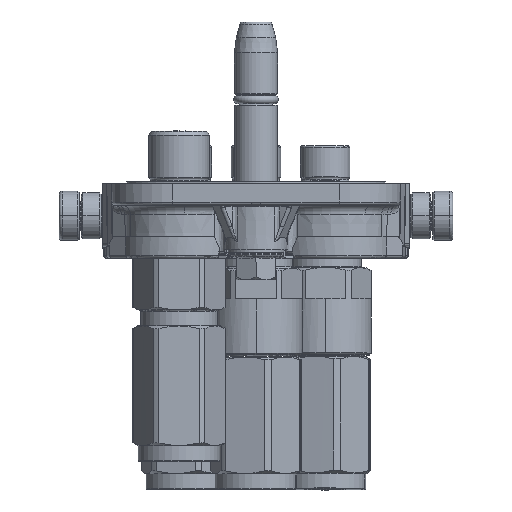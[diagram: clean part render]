
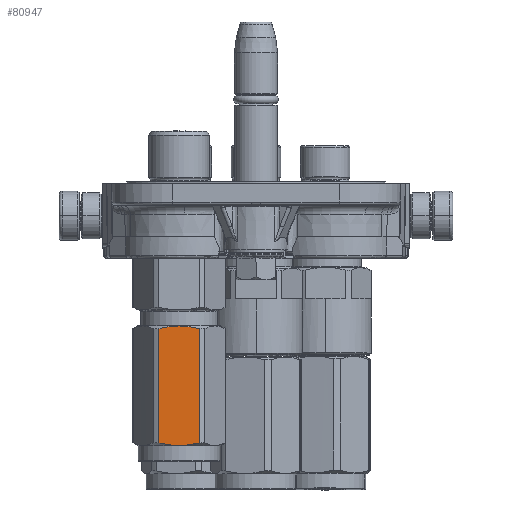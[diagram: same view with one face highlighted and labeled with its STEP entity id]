
A CAD part, left-side view. The second image highlights one B-rep face of the part: STEP entity #80947.
In plain terms, the highlighted face is planar.
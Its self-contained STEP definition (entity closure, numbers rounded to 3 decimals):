
#2413 = CARTESIAN_POINT ( 'NONE',  ( 13.5, -62.49, 6.538 ) ) ;
#6032 = ORIENTED_EDGE ( 'NONE', *, *, #22680, .T. ) ;
#7968 = CARTESIAN_POINT ( 'NONE',  ( 13.5, -24.795, -4.314 ) ) ;
#9750 = CARTESIAN_POINT ( 'NONE',  ( 13.5, -63.356, -1.103 ) ) ;
#10852 = EDGE_CURVE ( 'NONE', #87771, #143099, #123330, .T. ) ;
#13349 = VERTEX_POINT ( 'NONE', #117662 ) ;
#14731 = DIRECTION ( 'NONE',  ( 0., 1., 0. ) ) ;
#17356 = CARTESIAN_POINT ( 'NONE',  ( 13.5, -24.5, -0.013 ) ) ;
#19120 = CARTESIAN_POINT ( 'NONE',  ( 13.5, -63.093, -3.532 ) ) ;
#20097 = CARTESIAN_POINT ( 'NONE',  ( 13.498, -62.767, 5.442 ) ) ;
#22272 = CARTESIAN_POINT ( 'NONE',  ( 13.5, -62.49, -6.538 ) ) ;
#22680 = EDGE_CURVE ( 'NONE', #141480, #77516, #34687, .T. ) ;
#27162 = ORIENTED_EDGE ( 'NONE', *, *, #10852, .F. ) ;
#27906 = CARTESIAN_POINT ( 'NONE',  ( 13.5, -24.5, -0.013 ) ) ;
#30466 = CARTESIAN_POINT ( 'NONE',  ( 13.5, -63.189, 2.81 ) ) ;
#33682 = PLANE ( 'NONE',  #66756 ) ;
#34687 = B_SPLINE_CURVE_WITH_KNOTS ( 'NONE', 3,
 ( #64387, #109275, #121562, #86348 ),
 .UNSPECIFIED., .F., .F.,
 ( 4, 4 ),
 ( 0., 1. ),
 .UNSPECIFIED. ) ;
#35147 = LINE ( 'NONE', #2413, #52767 ) ;
#40429 = CARTESIAN_POINT ( 'NONE',  ( 13.5, -24.506, -2.139 ) ) ;
#41213 = CARTESIAN_POINT ( 'NONE',  ( 13.499, -62.91, -4.641 ) ) ;
#41705 = CARTESIAN_POINT ( 'NONE',  ( 13.5, -63.213, 2.603 ) ) ;
#43144 = CARTESIAN_POINT ( 'NONE',  ( 13.5, -63.159, 3.053 ) ) ;
#48088 = LINE ( 'NONE', #72035, #107498 ) ;
#52518 = CARTESIAN_POINT ( 'NONE',  ( 13.5, -63.026, -3.969 ) ) ;
#52767 = VECTOR ( 'NONE', #14731, 1000. ) ;
#52997 = CARTESIAN_POINT ( 'NONE',  ( 13.5, -63.058, -3.767 ) ) ;
#53122 = B_SPLINE_CURVE_WITH_KNOTS ( 'NONE', 3,
 ( #75118, #7968, #40429, #17356 ),
 .UNSPECIFIED., .F., .F.,
 ( 4, 4 ),
 ( 0., 1. ),
 .UNSPECIFIED. ) ;
#54440 = CARTESIAN_POINT ( 'NONE',  ( 13.499, -62.75, -5.449 ) ) ;
#64212 = CARTESIAN_POINT ( 'NONE',  ( 13.5, -63.136, 3.226 ) ) ;
#64387 = CARTESIAN_POINT ( 'NONE',  ( 13.5, -24.5, 0.013 ) ) ;
#65676 = CARTESIAN_POINT ( 'NONE',  ( 13.5, -62.979, 4.374 ) ) ;
#66756 = AXIS2_PLACEMENT_3D ( 'NONE', #123629, #78142, #89431 ) ;
#72035 = CARTESIAN_POINT ( 'NONE',  ( 13.5, -62.49, -6.538 ) ) ;
#72830 = FACE_OUTER_BOUND ( 'NONE', #109184, .T. ) ;
#75022 = EDGE_CURVE ( 'NONE', #87771, #13349, #48088, .T. ) ;
#75118 = CARTESIAN_POINT ( 'NONE',  ( 13.5, -25.366, -6.538 ) ) ;
#75886 = CARTESIAN_POINT ( 'NONE',  ( 13.5, -62.49, -6.538 ) ) ;
#76369 = CARTESIAN_POINT ( 'NONE',  ( 13.5, -63.255, 2.191 ) ) ;
#76862 = CARTESIAN_POINT ( 'NONE',  ( 13.5, -63.108, -3.431 ) ) ;
#77516 = VERTEX_POINT ( 'NONE', #93591 ) ;
#78142 = DIRECTION ( 'NONE',  ( 1., 0., 0. ) ) ;
#79178 = VECTOR ( 'NONE', #129098, 1000. ) ;
#80947 = ADVANCED_FACE ( 'NONE', ( #72830 ), #33682, .T. ) ;
#83754 = DIRECTION ( 'NONE',  ( 0., 1., 0. ) ) ;
#85202 = EDGE_CURVE ( 'NONE', #143099, #77516, #35147, .T. ) ;
#86177 = CARTESIAN_POINT ( 'NONE',  ( 13.499, -62.628, -5.99 ) ) ;
#86348 = CARTESIAN_POINT ( 'NONE',  ( 13.5, -25.366, 6.538 ) ) ;
#87171 = CARTESIAN_POINT ( 'NONE',  ( 13.5, -63.122, -3.331 ) ) ;
#87771 = VERTEX_POINT ( 'NONE', #22272 ) ;
#88129 = CARTESIAN_POINT ( 'NONE',  ( 13.5, -63.131, 3.262 ) ) ;
#89431 = DIRECTION ( 'NONE',  ( 0., 0., 1. ) ) ;
#93591 = CARTESIAN_POINT ( 'NONE',  ( 13.5, -25.366, 6.538 ) ) ;
#93659 = CARTESIAN_POINT ( 'NONE',  ( 13.5, -24.5, -0.013 ) ) ;
#93758 = EDGE_CURVE ( 'NONE', #13349, #138941, #53122, .T. ) ;
#95222 = CARTESIAN_POINT ( 'NONE',  ( 13.5, -24.5, 0.013 ) ) ;
#97386 = CARTESIAN_POINT ( 'NONE',  ( 13.5, -63.356, 0.551 ) ) ;
#98837 = CARTESIAN_POINT ( 'NONE',  ( 13.499, -63.337, 1.097 ) ) ;
#100060 = LINE ( 'NONE', #27906, #79178 ) ;
#107498 = VECTOR ( 'NONE', #83754, 1000. ) ;
#109184 = EDGE_LOOP ( 'NONE', ( #112473, #133595, #129857, #6032, #128801, #27162 ) ) ;
#109275 = CARTESIAN_POINT ( 'NONE',  ( 13.5, -24.506, 2.139 ) ) ;
#112473 = ORIENTED_EDGE ( 'NONE', *, *, #75022, .T. ) ;
#117662 = CARTESIAN_POINT ( 'NONE',  ( 13.5, -25.366, -6.538 ) ) ;
#121396 = CARTESIAN_POINT ( 'NONE',  ( 13.5, -62.959, -4.372 ) ) ;
#121562 = CARTESIAN_POINT ( 'NONE',  ( 13.5, -24.795, 4.314 ) ) ;
#123330 = B_SPLINE_CURVE_WITH_KNOTS ( 'NONE', 3,
 ( #75886, #86177, #54440, #41213, #121396, #52518, #52997, #19120, #76862, #132615, #87171, #142889, #9750, #97386, #98837, #142408, #76369, #41705, #30466, #43144, #131179, #64212, #88129, #65676, #20097, #143848 ),
 .UNSPECIFIED., .F., .F.,
 ( 4, 2, 2, 1, 1, 2, 2, 2, 2, 2, 1, 1, 2, 2, 4 ),
 ( 0., 0.125, 0.188, 0.219, 0.234, 0.242, 0.25, 0.5, 0.625, 0.687, 0.719, 0.734, 0.742, 0.75, 1. ),
 .UNSPECIFIED. ) ;
#123629 = CARTESIAN_POINT ( 'NONE',  ( 13.5, -24.5, -7.794 ) ) ;
#127589 = CARTESIAN_POINT ( 'NONE',  ( 13.5, -62.49, 6.538 ) ) ;
#128801 = ORIENTED_EDGE ( 'NONE', *, *, #85202, .F. ) ;
#129098 = DIRECTION ( 'NONE',  ( 0., 0., 1. ) ) ;
#129857 = ORIENTED_EDGE ( 'NONE', *, *, #139946, .T. ) ;
#131179 = CARTESIAN_POINT ( 'NONE',  ( 13.5, -63.145, 3.157 ) ) ;
#132615 = CARTESIAN_POINT ( 'NONE',  ( 13.5, -63.117, -3.363 ) ) ;
#133595 = ORIENTED_EDGE ( 'NONE', *, *, #93758, .T. ) ;
#138941 = VERTEX_POINT ( 'NONE', #93659 ) ;
#139946 = EDGE_CURVE ( 'NONE', #138941, #141480, #100060, .T. ) ;
#141480 = VERTEX_POINT ( 'NONE', #95222 ) ;
#142408 = CARTESIAN_POINT ( 'NONE',  ( 13.5, -63.279, 1.917 ) ) ;
#142889 = CARTESIAN_POINT ( 'NONE',  ( 13.5, -63.279, -2.181 ) ) ;
#143099 = VERTEX_POINT ( 'NONE', #127589 ) ;
#143848 = CARTESIAN_POINT ( 'NONE',  ( 13.5, -62.49, 6.538 ) ) ;
